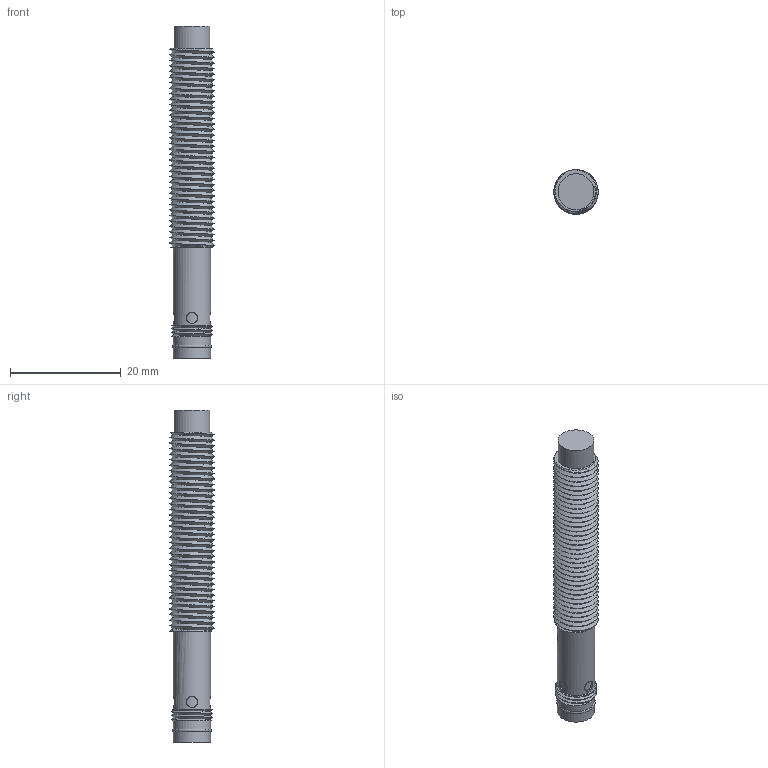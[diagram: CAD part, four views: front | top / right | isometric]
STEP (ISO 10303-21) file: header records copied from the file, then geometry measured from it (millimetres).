
FILE_DESCRIPTION(/* description */ (''),/* implementation_level */ '2;1');
FILE_NAME(/* name */ 'M8_N_STECKER_I1SN-M0802N-OPU3.stp',/* time_stamp */ '2021-08-11T14:32:30+02:00',/* author */ ('S. Sandt'),/* organization */ ('di-soric GmbH & Co. KG'),/* preprocessor_version */ 'ST-DEVELOPER v18.1',/* originating_system */ 'Autodesk Inventor 2021',/* authorisation */ '');
FILE_SCHEMA (('AUTOMOTIVE_DESIGN { 1 0 10303 214 3 1 1 }'));
Length unit declared in the file: millimetre
Products named in the file (1): Bauteil28
Bounding box: 8 x 8 x 60 mm (x, y, z)
Volume: 1170 mm3; surface area: 2802.3 mm2
Topology: 1 solids, 3 shells, 83 faces, 209 edges, 141 vertices
Faces by surface type: cylinder 61, plane 14, bspline 4, sphere 3, torus 1
Full cylindrical faces by diameter (mm): 1 x3, 2 x4, 6.12 x2, 6.2 x1, 6.5 x1, 6.72 x5, 7.5 x2, 8 x35
Entity records: 9534 total; most frequent: CARTESIAN_POINT 7710, ORIENTED_EDGE 412, DIRECTION 287, EDGE_CURVE 206, VERTEX_POINT 141, AXIS2_PLACEMENT_3D 115, B_SPLINE_CURVE_WITH_KNOTS 113, EDGE_LOOP 95
